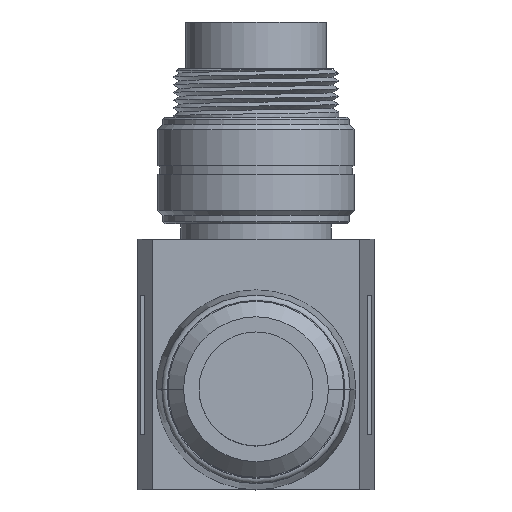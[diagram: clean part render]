
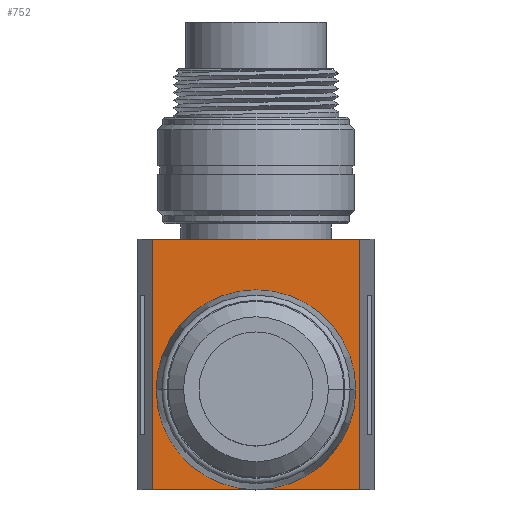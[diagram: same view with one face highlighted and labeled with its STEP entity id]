
A CAD part, top view. The second image highlights one B-rep face of the part: STEP entity #752.
In plain terms, the highlighted planar face has unit normal (0, 0, 1).
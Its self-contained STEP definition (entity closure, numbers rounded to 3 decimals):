
#17 = VERTEX_POINT ( 'NONE', #3358 ) ;
#82 = LINE ( 'NONE', #4124, #3566 ) ;
#84 = EDGE_CURVE ( 'NONE', #697, #3751, #2648, .T. ) ;
#125 = DIRECTION ( 'NONE',  ( 0., 1., 0. ) ) ;
#189 = ORIENTED_EDGE ( 'NONE', *, *, #3230, .T. ) ;
#214 = LINE ( 'NONE', #388, #3700 ) ;
#388 = CARTESIAN_POINT ( 'NONE',  ( 0., -25.7, 12.5 ) ) ;
#425 = LINE ( 'NONE', #448, #4353 ) ;
#433 = VERTEX_POINT ( 'NONE', #1236 ) ;
#448 = CARTESIAN_POINT ( 'NONE',  ( 10., -25.7, 12.5 ) ) ;
#462 = DIRECTION ( 'NONE',  ( 0., 0., -1. ) ) ;
#521 = VERTEX_POINT ( 'NONE', #1541 ) ;
#603 = CARTESIAN_POINT ( 'NONE',  ( 0., -16.05, 12.5 ) ) ;
#697 = VERTEX_POINT ( 'NONE', #982 ) ;
#752 = ADVANCED_FACE ( 'NONE', ( #4269 ), #1782, .T. ) ;
#766 = CARTESIAN_POINT ( 'NONE',  ( -10., -25.7, 12.5 ) ) ;
#982 = CARTESIAN_POINT ( 'NONE',  ( -10., -25.7, 12.5 ) ) ;
#1203 = EDGE_CURVE ( 'NONE', #697, #17, #82, .T. ) ;
#1236 = CARTESIAN_POINT ( 'NONE',  ( 9.65, -16.05, 12.5 ) ) ;
#1445 = EDGE_LOOP ( 'NONE', ( #4197, #1626, #189, #2115, #3618, #3211, #1956, #2827 ) ) ;
#1541 = CARTESIAN_POINT ( 'NONE',  ( 10., -25.7, 12.5 ) ) ;
#1617 = CARTESIAN_POINT ( 'NONE',  ( -9.65, -16.05, 12.5 ) ) ;
#1626 = ORIENTED_EDGE ( 'NONE', *, *, #2551, .T. ) ;
#1635 = CIRCLE ( 'NONE', #3466, 9.65 ) ;
#1659 = AXIS2_PLACEMENT_3D ( 'NONE', #766, #1740, #2384 ) ;
#1740 = DIRECTION ( 'NONE',  ( 0., 0., 1. ) ) ;
#1782 = PLANE ( 'NONE',  #1659 ) ;
#1799 = CIRCLE ( 'NONE', #3176, 9.65 ) ;
#1864 = CARTESIAN_POINT ( 'NONE',  ( 0., -16.05, 12.5 ) ) ;
#1956 = ORIENTED_EDGE ( 'NONE', *, *, #3295, .T. ) ;
#1982 = DIRECTION ( 'NONE',  ( 1., 0., 0. ) ) ;
#2079 = VECTOR ( 'NONE', #2439, 1000. ) ;
#2115 = ORIENTED_EDGE ( 'NONE', *, *, #4102, .F. ) ;
#2243 = CARTESIAN_POINT ( 'NONE',  ( 10., -1.5, 12.5 ) ) ;
#2384 = DIRECTION ( 'NONE',  ( 1., 0., 0. ) ) ;
#2439 = DIRECTION ( 'NONE',  ( 1., 0., 0. ) ) ;
#2502 = DIRECTION ( 'NONE',  ( 0., -1., 0. ) ) ;
#2551 = EDGE_CURVE ( 'NONE', #3751, #521, #214, .T. ) ;
#2615 = CIRCLE ( 'NONE', #3850, 9.65 ) ;
#2644 = DIRECTION ( 'NONE',  ( 0., 0., -1. ) ) ;
#2648 = LINE ( 'NONE', #3307, #3456 ) ;
#2827 = ORIENTED_EDGE ( 'NONE', *, *, #4067, .T. ) ;
#3043 = DIRECTION ( 'NONE',  ( 1., 0., 0. ) ) ;
#3053 = CARTESIAN_POINT ( 'NONE',  ( 0., -25.7, 12.5 ) ) ;
#3068 = VERTEX_POINT ( 'NONE', #1617 ) ;
#3164 = VERTEX_POINT ( 'NONE', #2243 ) ;
#3176 = AXIS2_PLACEMENT_3D ( 'NONE', #1864, #3525, #2502 ) ;
#3211 = ORIENTED_EDGE ( 'NONE', *, *, #84, .T. ) ;
#3230 = EDGE_CURVE ( 'NONE', #521, #3164, #425, .T. ) ;
#3295 = EDGE_CURVE ( 'NONE', #3751, #3068, #1799, .T. ) ;
#3300 = DIRECTION ( 'NONE',  ( 1., 0., 0. ) ) ;
#3307 = CARTESIAN_POINT ( 'NONE',  ( -10., -25.7, 12.5 ) ) ;
#3330 = EDGE_CURVE ( 'NONE', #433, #3751, #2615, .T. ) ;
#3358 = CARTESIAN_POINT ( 'NONE',  ( -10., -1.5, 12.5 ) ) ;
#3456 = VECTOR ( 'NONE', #1982, 1000. ) ;
#3463 = DIRECTION ( 'NONE',  ( 0., 1., 0. ) ) ;
#3466 = AXIS2_PLACEMENT_3D ( 'NONE', #3513, #462, #3838 ) ;
#3513 = CARTESIAN_POINT ( 'NONE',  ( 0., -16.05, 12.5 ) ) ;
#3525 = DIRECTION ( 'NONE',  ( 0., 0., -1. ) ) ;
#3566 = VECTOR ( 'NONE', #125, 1000. ) ;
#3618 = ORIENTED_EDGE ( 'NONE', *, *, #1203, .F. ) ;
#3700 = VECTOR ( 'NONE', #3043, 1000. ) ;
#3751 = VERTEX_POINT ( 'NONE', #3053 ) ;
#3834 = LINE ( 'NONE', #4167, #2079 ) ;
#3838 = DIRECTION ( 'NONE',  ( -1., 0., 0. ) ) ;
#3850 = AXIS2_PLACEMENT_3D ( 'NONE', #603, #2644, #3300 ) ;
#4067 = EDGE_CURVE ( 'NONE', #3068, #433, #1635, .T. ) ;
#4102 = EDGE_CURVE ( 'NONE', #17, #3164, #3834, .T. ) ;
#4124 = CARTESIAN_POINT ( 'NONE',  ( -10., -25.7, 12.5 ) ) ;
#4167 = CARTESIAN_POINT ( 'NONE',  ( -10., -1.5, 12.5 ) ) ;
#4197 = ORIENTED_EDGE ( 'NONE', *, *, #3330, .T. ) ;
#4269 = FACE_OUTER_BOUND ( 'NONE', #1445, .T. ) ;
#4353 = VECTOR ( 'NONE', #3463, 1000. ) ;
